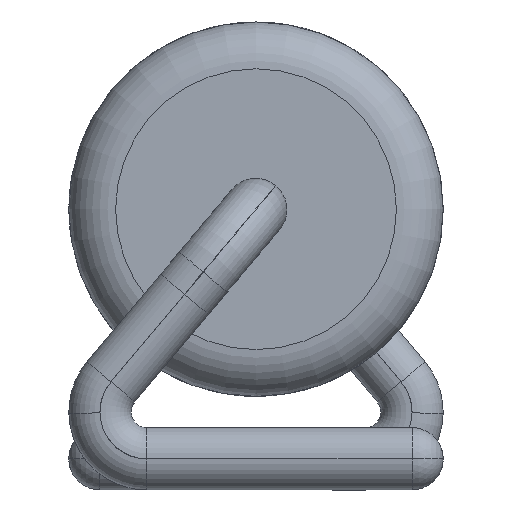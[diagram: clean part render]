
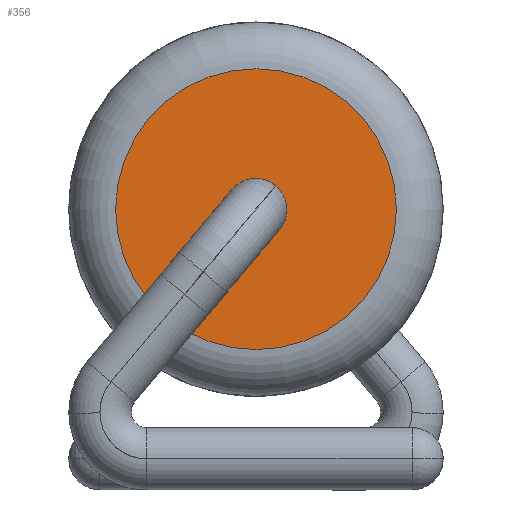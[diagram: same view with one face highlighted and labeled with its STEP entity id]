
A CAD part, left-side view. The second image highlights one B-rep face of the part: STEP entity #356.
In plain terms, the highlighted planar face has unit normal (-1, 0, 0).
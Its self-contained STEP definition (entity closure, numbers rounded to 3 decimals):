
#102 = TOROIDAL_SURFACE('',#103,1.8,0.6);
#103 = AXIS2_PLACEMENT_3D('',#104,#105,#106);
#104 = CARTESIAN_POINT('',(-4.9,0.,3.6));
#105 = DIRECTION('',(-1.,0.,0.));
#106 = DIRECTION('',(0.,1.,0.));
#209 = VERTEX_POINT('',#210);
#210 = CARTESIAN_POINT('',(-5.5,1.8,3.6));
#234 = EDGE_CURVE('',#209,#209,#235,.T.);
#235 = SURFACE_CURVE('',#236,(#241,#248),.PCURVE_S1.);
#236 = CIRCLE('',#237,1.8);
#237 = AXIS2_PLACEMENT_3D('',#238,#239,#240);
#238 = CARTESIAN_POINT('',(-5.5,0.,3.6));
#239 = DIRECTION('',(-1.,0.,0.));
#240 = DIRECTION('',(0.,1.,0.));
#241 = PCURVE('',#102,#242);
#242 = DEFINITIONAL_REPRESENTATION('',(#243),#247);
#243 = LINE('',#244,#245);
#244 = CARTESIAN_POINT('',(0.,1.571));
#245 = VECTOR('',#246,1.);
#246 = DIRECTION('',(1.,0.));
#247 = ( GEOMETRIC_REPRESENTATION_CONTEXT(2) 
PARAMETRIC_REPRESENTATION_CONTEXT() REPRESENTATION_CONTEXT('2D SPACE',''
  ) );
#248 = PCURVE('',#249,#254);
#249 = PLANE('',#250);
#250 = AXIS2_PLACEMENT_3D('',#251,#252,#253);
#251 = CARTESIAN_POINT('',(-5.5,0.,3.6));
#252 = DIRECTION('',(-1.,0.,0.));
#253 = DIRECTION('',(0.,-1.,0.));
#254 = DEFINITIONAL_REPRESENTATION('',(#255),#259);
#255 = CIRCLE('',#256,1.8);
#256 = AXIS2_PLACEMENT_2D('',#257,#258);
#257 = CARTESIAN_POINT('',(0.,0.));
#258 = DIRECTION('',(-1.,0.));
#259 = ( GEOMETRIC_REPRESENTATION_CONTEXT(2) 
PARAMETRIC_REPRESENTATION_CONTEXT() REPRESENTATION_CONTEXT('2D SPACE',''
  ) );
#356 = ADVANCED_FACE('',(#357),#249,.T.);
#357 = FACE_BOUND('',#358,.T.);
#358 = EDGE_LOOP('',(#359));
#359 = ORIENTED_EDGE('',*,*,#234,.T.);
